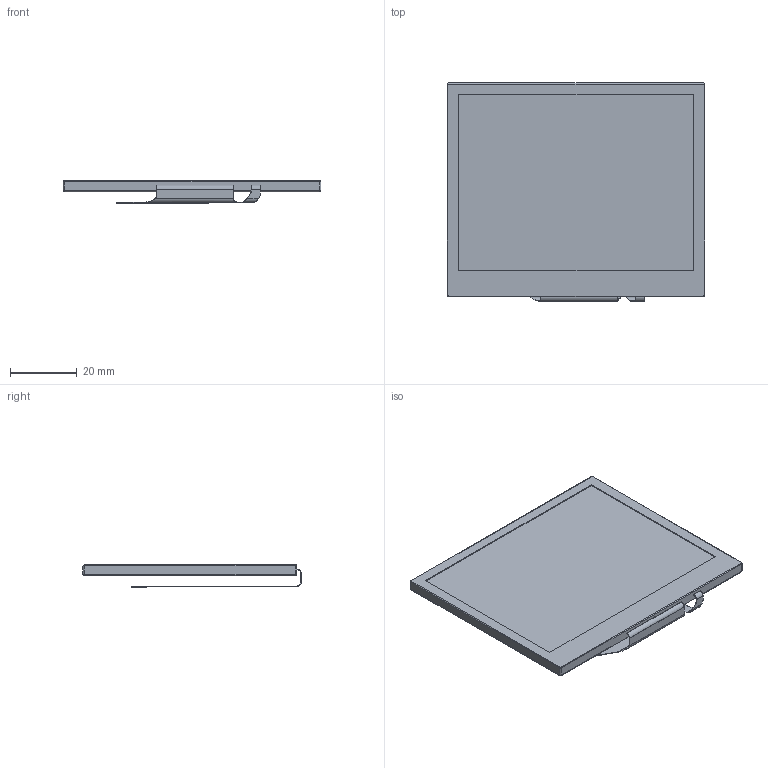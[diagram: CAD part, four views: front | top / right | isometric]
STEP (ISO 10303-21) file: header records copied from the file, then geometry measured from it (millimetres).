
FILE_DESCRIPTION(/* description */ (''),/* implementation_level */ '2;1');
FILE_NAME(/* name */ 'RVT35HHTNWN00_Rev.1.0.stp',/* time_stamp */ '2021-06-08T14:10:36+02:00',/* author */ ('Mateusz Natywa'),/* organization */ (''),/* preprocessor_version */ 'ST-DEVELOPER v17',/* originating_system */ 'Autodesk Inventor 2019',/* authorisation */ '');
FILE_SCHEMA (('CONFIG_CONTROL_DESIGN'));
Length unit declared in the file: millimetre
Products named in the file (3): TFT; DISP; FPC
Assembly tree (2 placements, depth 2):
  TFT
    DISP
    FPC
Bounding box: 76.9 x 65.18 x 6.62 mm (x, y, z)
Volume: 15170.1 mm3; surface area: 14153.7 mm2
Topology: 2 solids, 2 shells, 301 faces, 858 edges, 562 vertices
Faces by surface type: plane 257, cylinder 30, bspline 10, torus 4
Entity records: 9953 total; most frequent: CARTESIAN_POINT 1946, ORIENTED_EDGE 1716, DIRECTION 1496, EDGE_CURVE 858, LINE 784, VECTOR 784, VERTEX_POINT 562, AXIS2_PLACEMENT_3D 356
